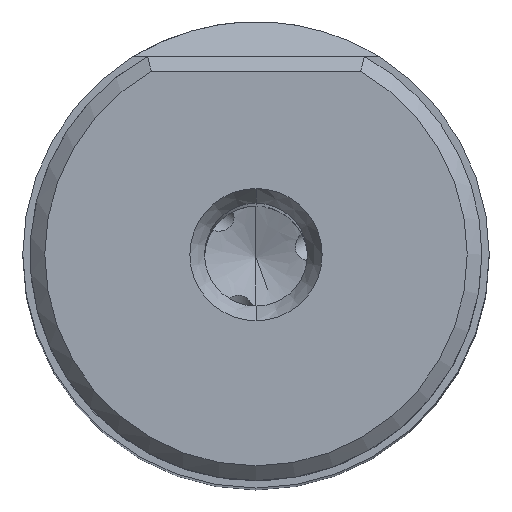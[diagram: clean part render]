
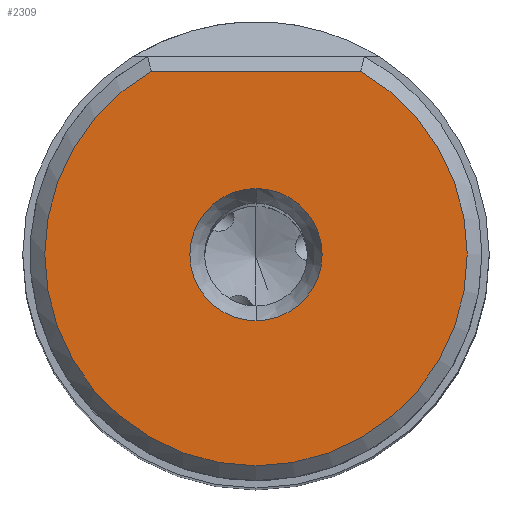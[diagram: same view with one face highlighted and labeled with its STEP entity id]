
A CAD part, top view. The second image highlights one B-rep face of the part: STEP entity #2309.
In plain terms, the highlighted planar face has unit normal (0, 0, 1).
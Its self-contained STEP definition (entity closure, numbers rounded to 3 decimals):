
#638=FACE_BOUND('',#5981,.T.);
#639=FACE_BOUND('',#5982,.T.);
#1364=PLANE('',#28791);
#2309=ADVANCED_FACE('',(#638,#639),#1364,.T.);
#5981=EDGE_LOOP('',(#13973,#13974,#13975));
#5982=EDGE_LOOP('',(#13976,#13977));
#8262=CIRCLE('',#28786,4.5);
#8263=CIRCLE('',#28788,14.375);
#8264=CIRCLE('',#28789,14.375);
#8265=CIRCLE('',#28790,4.5);
#13973=ORIENTED_EDGE('',*,*,#22372,.F.);
#13974=ORIENTED_EDGE('',*,*,#22373,.F.);
#13975=ORIENTED_EDGE('',*,*,#22374,.T.);
#13976=ORIENTED_EDGE('',*,*,#22371,.F.);
#13977=ORIENTED_EDGE('',*,*,#22375,.F.);
#18857=VERTEX_POINT('',#56169);
#18858=VERTEX_POINT('',#56171);
#18859=VERTEX_POINT('',#56175);
#18860=VERTEX_POINT('',#56176);
#18861=VERTEX_POINT('',#56178);
#22371=EDGE_CURVE('',#18858,#18857,#8262,.T.);
#22372=EDGE_CURVE('',#18859,#18860,#8263,.T.);
#22373=EDGE_CURVE('',#18861,#18859,#8264,.T.);
#22374=EDGE_CURVE('',#18861,#18860,#24795,.T.);
#22375=EDGE_CURVE('',#18857,#18858,#8265,.T.);
#24795=LINE('',#56179,#26187);
#26187=VECTOR('',#34499,1.);
#28786=AXIS2_PLACEMENT_3D('',#56172,#34491,#34492);
#28788=AXIS2_PLACEMENT_3D('',#56174,#34495,#34496);
#28789=AXIS2_PLACEMENT_3D('',#56177,#34497,#34498);
#28790=AXIS2_PLACEMENT_3D('',#56180,#34500,#34501);
#28791=AXIS2_PLACEMENT_3D('',#56181,#34502,#34503);
#34491=DIRECTION('',(0.,0.,1.));
#34492=DIRECTION('',(0.,1.,0.));
#34495=DIRECTION('',(0.,0.,-1.));
#34496=DIRECTION('',(0.,-1.,0.));
#34497=DIRECTION('',(0.,0.,-1.));
#34498=DIRECTION('',(0.496,0.869,0.));
#34499=DIRECTION('',(-1.,0.,0.));
#34500=DIRECTION('',(0.,0.,1.));
#34501=DIRECTION('',(0.,-1.,0.));
#34502=DIRECTION('',(0.,0.,1.));
#34503=DIRECTION('',(-1.,0.,0.));
#56169=CARTESIAN_POINT('',(0.,-4.5,0.));
#56171=CARTESIAN_POINT('',(0.,4.5,0.));
#56172=CARTESIAN_POINT('',(0.,0.,0.));
#56174=CARTESIAN_POINT('',(0.,0.,0.));
#56175=CARTESIAN_POINT('',(0.,-14.375,0.));
#56176=CARTESIAN_POINT('',(-7.125,12.485,0.));
#56177=CARTESIAN_POINT('',(0.,0.,0.));
#56178=CARTESIAN_POINT('',(7.125,12.485,0.));
#56179=CARTESIAN_POINT('',(7.125,12.485,0.));
#56180=CARTESIAN_POINT('',(0.,0.,0.));
#56181=CARTESIAN_POINT('',(0.,-0.945,0.));
